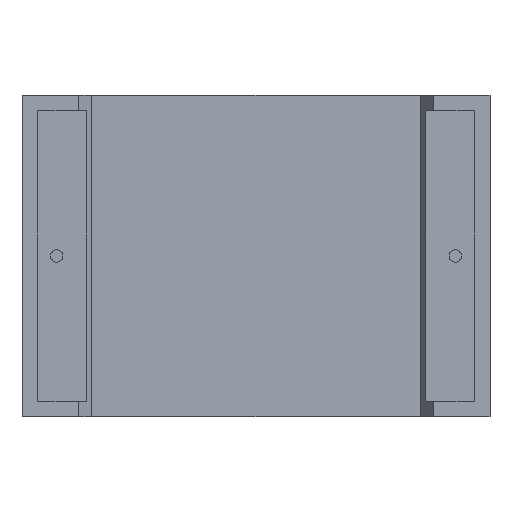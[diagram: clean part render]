
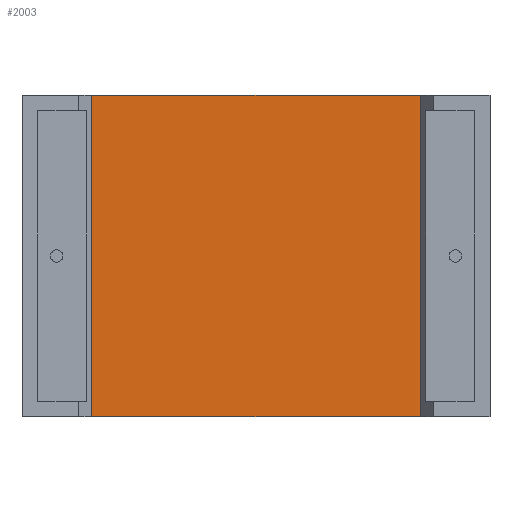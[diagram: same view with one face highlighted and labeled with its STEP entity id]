
A CAD part, front view. The second image highlights one B-rep face of the part: STEP entity #2003.
In plain terms, the highlighted planar face has unit normal (0, -1, 0).
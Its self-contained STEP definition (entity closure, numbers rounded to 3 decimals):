
#28 = EDGE_CURVE ( 'NONE', #934, #2510, #2533, .T. ) ;
#112 = CARTESIAN_POINT ( 'NONE',  ( 4.797, 1.279, 0. ) ) ;
#230 = EDGE_CURVE ( 'NONE', #1740, #2510, #1958, .T. ) ;
#365 = CARTESIAN_POINT ( 'NONE',  ( 4.797, 1.279, 0. ) ) ;
#506 = EDGE_CURVE ( 'NONE', #1045, #934, #889, .T. ) ;
#571 = CARTESIAN_POINT ( 'NONE',  ( 4.797, 1.279, 22.2 ) ) ;
#649 = DIRECTION ( 'NONE',  ( -1., 0., 0. ) ) ;
#686 = EDGE_LOOP ( 'NONE', ( #2093, #2861, #2856, #2832 ) ) ;
#847 = DIRECTION ( 'NONE',  ( 0., 0., 1. ) ) ;
#889 = LINE ( 'NONE', #1602, #2382 ) ;
#934 = VERTEX_POINT ( 'NONE', #365 ) ;
#948 = AXIS2_PLACEMENT_3D ( 'NONE', #2581, #2350, #2593 ) ;
#979 = CARTESIAN_POINT ( 'NONE',  ( 27.503, 1.279, 22.2 ) ) ;
#1045 = VERTEX_POINT ( 'NONE', #1376 ) ;
#1146 = DIRECTION ( 'NONE',  ( 0., 0., 1. ) ) ;
#1376 = CARTESIAN_POINT ( 'NONE',  ( 27.503, 1.279, 0. ) ) ;
#1527 = FACE_OUTER_BOUND ( 'NONE', #686, .T. ) ;
#1602 = CARTESIAN_POINT ( 'NONE',  ( 16.15, 1.279, 0. ) ) ;
#1740 = VERTEX_POINT ( 'NONE', #979 ) ;
#1958 = LINE ( 'NONE', #2509, #2309 ) ;
#2000 = EDGE_CURVE ( 'NONE', #1045, #1740, #2131, .T. ) ;
#2003 = ADVANCED_FACE ( 'NONE', ( #1527 ), #3060, .F. ) ;
#2034 = DIRECTION ( 'NONE',  ( -1., 0., 0. ) ) ;
#2093 = ORIENTED_EDGE ( 'NONE', *, *, #230, .T. ) ;
#2131 = LINE ( 'NONE', #2596, #2899 ) ;
#2309 = VECTOR ( 'NONE', #2034, 1000. ) ;
#2350 = DIRECTION ( 'NONE',  ( 0., 1., 0. ) ) ;
#2382 = VECTOR ( 'NONE', #649, 1000. ) ;
#2509 = CARTESIAN_POINT ( 'NONE',  ( 16.15, 1.279, 22.2 ) ) ;
#2510 = VERTEX_POINT ( 'NONE', #571 ) ;
#2533 = LINE ( 'NONE', #112, #2672 ) ;
#2581 = CARTESIAN_POINT ( 'NONE',  ( 16.15, 1.279, 0. ) ) ;
#2593 = DIRECTION ( 'NONE',  ( -1., 0., 0. ) ) ;
#2596 = CARTESIAN_POINT ( 'NONE',  ( 27.503, 1.279, 0. ) ) ;
#2672 = VECTOR ( 'NONE', #847, 1000. ) ;
#2832 = ORIENTED_EDGE ( 'NONE', *, *, #2000, .T. ) ;
#2856 = ORIENTED_EDGE ( 'NONE', *, *, #506, .F. ) ;
#2861 = ORIENTED_EDGE ( 'NONE', *, *, #28, .F. ) ;
#2899 = VECTOR ( 'NONE', #1146, 1000. ) ;
#3060 = PLANE ( 'NONE',  #948 ) ;
